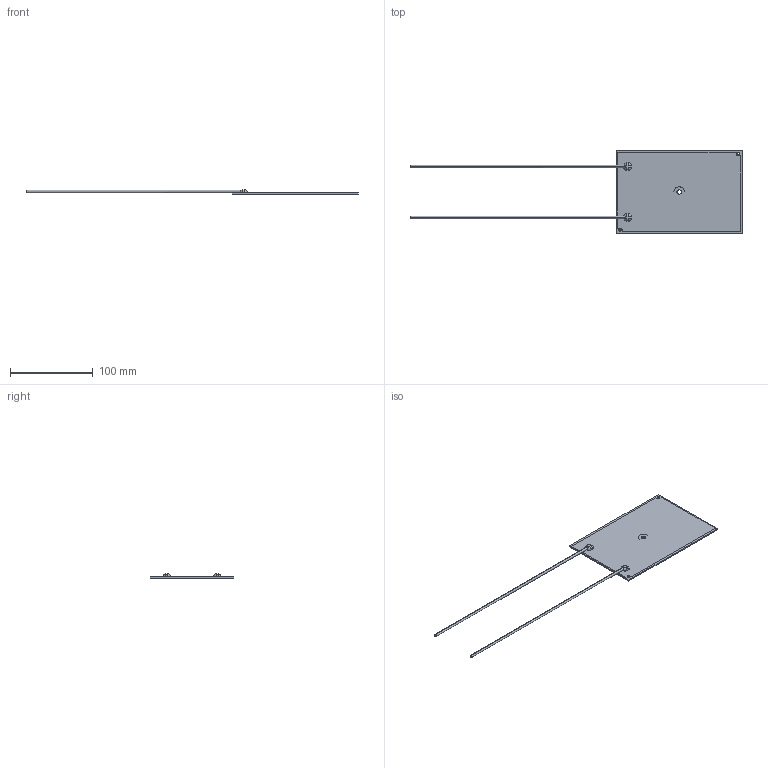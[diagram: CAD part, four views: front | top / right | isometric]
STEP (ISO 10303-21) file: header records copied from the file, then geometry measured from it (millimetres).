
FILE_DESCRIPTION (( 'STEP AP203' ), '1' );
FILE_NAME ('WDBR7-L (Flying Leads).STEP', '2018-10-15T11:09:19', ( '' ), ( '' ), 'SwSTEP 2.0', 'SolidWorks 2015', '' );
FILE_SCHEMA (( 'CONFIG_CONTROL_DESIGN' ));
Length unit declared in the file: millimetre
Products named in the file (1): WDBR7-L (Flying Leads)
Bounding box: 402.4 x 101.6 x 5 mm (x, y, z)
Volume: 27222.6 mm3; surface area: 36718.4 mm2
Topology: 1 solids, 1 shells, 72 faces, 182 edges, 108 vertices
Faces by surface type: cylinder 36, plane 28, sphere 8
Entity records: 2267 total; most frequent: CARTESIAN_POINT 463, DIRECTION 376, ORIENTED_EDGE 348, EDGE_CURVE 174, AXIS2_PLACEMENT_3D 141, VERTEX_POINT 108, LINE 94, VECTOR 94
